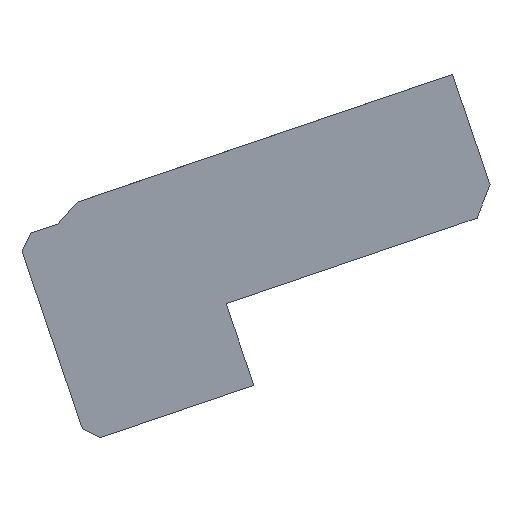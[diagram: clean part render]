
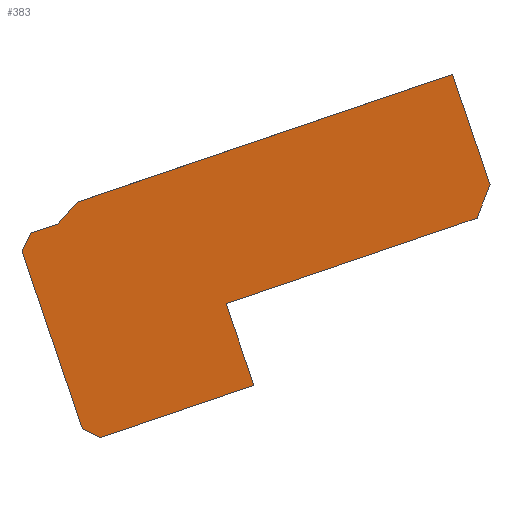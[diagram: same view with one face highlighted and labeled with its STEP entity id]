
A CAD part, front view. The second image highlights one B-rep face of the part: STEP entity #383.
In plain terms, the highlighted planar face has unit normal (-0.066, -0.998, -0.022).
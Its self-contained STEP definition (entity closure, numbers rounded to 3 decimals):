
#119 = VERTEX_POINT('',#120);
#120 = CARTESIAN_POINT('',(15.597,-400.629,
    -143.781));
#126 = EDGE_CURVE('',#119,#127,#129,.T.);
#127 = VERTEX_POINT('',#128);
#128 = CARTESIAN_POINT('',(-71.495,-394.196,
    -173.429));
#129 = LINE('',#130,#131);
#130 = CARTESIAN_POINT('',(-27.949,-397.412,
    -158.605));
#131 = VECTOR('',#132,1.);
#132 = DIRECTION('',(-0.944,0.07,-0.321)
  );
#150 = VERTEX_POINT('',#151);
#151 = CARTESIAN_POINT('',(20.098,-401.188,
    -132.177));
#157 = EDGE_CURVE('',#150,#119,#158,.T.);
#158 = LINE('',#159,#160);
#159 = CARTESIAN_POINT('',(17.847,-400.909,
    -137.979));
#160 = VECTOR('',#161,1.);
#161 = DIRECTION('',(-0.361,0.045,-0.931)
  );
#173 = VERTEX_POINT('',#174);
#174 = CARTESIAN_POINT('',(7.057,-401.188,
    -93.87));
#180 = EDGE_CURVE('',#173,#150,#181,.T.);
#181 = LINE('',#182,#183);
#182 = CARTESIAN_POINT('',(13.577,-401.188,
    -113.024));
#183 = VECTOR('',#184,1.);
#184 = DIRECTION('',(0.322,0.,-0.947));
#197 = VERTEX_POINT('',#198);
#198 = CARTESIAN_POINT('',(-61.827,-394.196,
    -201.829));
#206 = EDGE_CURVE('',#197,#127,#207,.T.);
#207 = LINE('',#208,#209);
#208 = CARTESIAN_POINT('',(-764.124,-394.196,
    1861.157));
#209 = VECTOR('',#210,1.);
#210 = DIRECTION('',(-0.322,0.,0.947)
  );
#222 = EDGE_CURVE('',#223,#197,#225,.T.);
#223 = VERTEX_POINT('',#224);
#224 = CARTESIAN_POINT('',(-115.033,-390.266,
    -219.942));
#225 = LINE('',#226,#227);
#226 = CARTESIAN_POINT('',(-107.95,-390.789,
    -217.531));
#227 = VECTOR('',#228,1.);
#228 = DIRECTION('',(0.944,-0.07,0.321)
  );
#247 = VERTEX_POINT('',#248);
#248 = CARTESIAN_POINT('',(-121.367,-389.917,
    -216.816));
#255 = EDGE_CURVE('',#247,#223,#256,.T.);
#256 = LINE('',#257,#258);
#257 = CARTESIAN_POINT('',(-121.367,-389.917,
    -216.816));
#258 = VECTOR('',#259,1.);
#259 = DIRECTION('',(0.896,-0.049,-0.442)
  );
#273 = VERTEX_POINT('',#274);
#274 = CARTESIAN_POINT('',(-142.314,-389.917,
    -155.284));
#281 = EDGE_CURVE('',#247,#273,#282,.T.);
#282 = LINE('',#283,#284);
#283 = CARTESIAN_POINT('',(-131.84,-389.917,
    -186.05));
#284 = VECTOR('',#285,1.);
#285 = DIRECTION('',(-0.322,0.,0.947));
#298 = VERTEX_POINT('',#299);
#299 = CARTESIAN_POINT('',(-139.203,-390.266,
    -148.943));
#306 = EDGE_CURVE('',#273,#298,#307,.T.);
#307 = LINE('',#308,#309);
#308 = CARTESIAN_POINT('',(-142.314,-389.917,
    -155.284));
#309 = VECTOR('',#310,1.);
#310 = DIRECTION('',(0.44,-0.049,0.897)
  );
#321 = EDGE_CURVE('',#298,#322,#324,.T.);
#322 = VERTEX_POINT('',#323);
#323 = CARTESIAN_POINT('',(-129.759,-390.963,
    -145.728));
#324 = LINE('',#325,#326);
#325 = CARTESIAN_POINT('',(-134.481,-390.614,
    -147.336));
#326 = VECTOR('',#327,1.);
#327 = DIRECTION('',(0.944,-0.07,0.321)
  );
#347 = VERTEX_POINT('',#348);
#348 = CARTESIAN_POINT('',(-123.192,-391.567,
    -138.211));
#355 = EDGE_CURVE('',#322,#347,#356,.T.);
#356 = LINE('',#357,#358);
#357 = CARTESIAN_POINT('',(-129.759,-390.963,
    -145.728));
#358 = VECTOR('',#359,1.);
#359 = DIRECTION('',(0.657,-0.06,0.752));
#370 = EDGE_CURVE('',#347,#173,#371,.T.);
#371 = LINE('',#372,#373);
#372 = CARTESIAN_POINT('',(-58.067,-396.378,
    -116.04));
#373 = VECTOR('',#374,1.);
#374 = DIRECTION('',(0.944,-0.07,0.321)
  );
#383 = ADVANCED_FACE('',(#384),#397,.F.);
#384 = FACE_BOUND('',#385,.T.);
#385 = EDGE_LOOP('',(#386,#387,#388,#389,#390,#391,#392,#393,#394,#395,
    #396));
#386 = ORIENTED_EDGE('',*,*,#222,.T.);
#387 = ORIENTED_EDGE('',*,*,#206,.T.);
#388 = ORIENTED_EDGE('',*,*,#126,.F.);
#389 = ORIENTED_EDGE('',*,*,#157,.F.);
#390 = ORIENTED_EDGE('',*,*,#180,.F.);
#391 = ORIENTED_EDGE('',*,*,#370,.F.);
#392 = ORIENTED_EDGE('',*,*,#355,.F.);
#393 = ORIENTED_EDGE('',*,*,#321,.F.);
#394 = ORIENTED_EDGE('',*,*,#306,.F.);
#395 = ORIENTED_EDGE('',*,*,#281,.F.);
#396 = ORIENTED_EDGE('',*,*,#255,.T.);
#397 = PLANE('',#398);
#398 = AXIS2_PLACEMENT_3D('',#399,#400,#401);
#399 = CARTESIAN_POINT('',(-1532.486,-388.602,
    3869.961));
#400 = DIRECTION('',(0.066,0.998,0.022)
  );
#401 = DIRECTION('',(0.322,0.,-0.947)
  );
